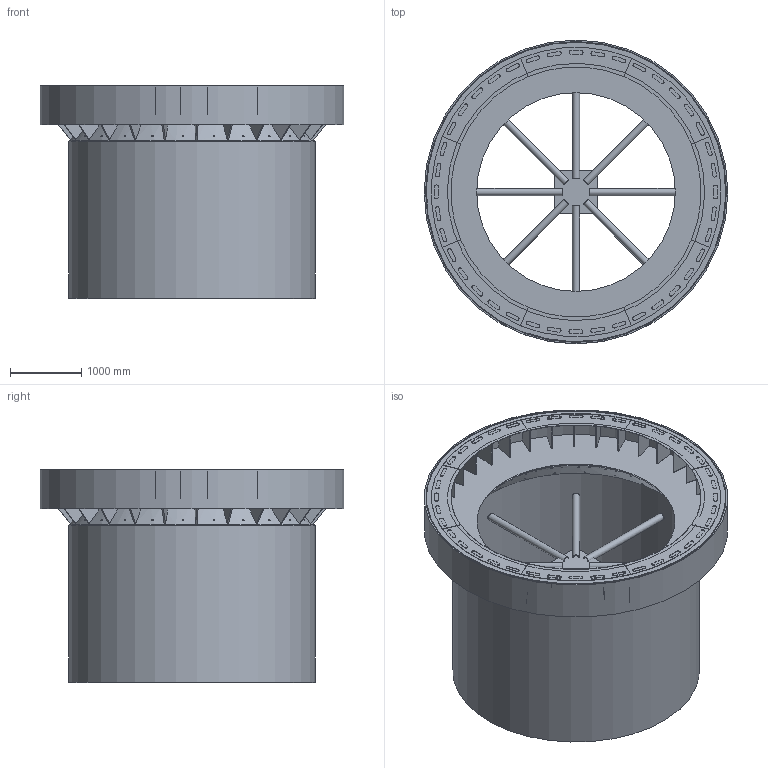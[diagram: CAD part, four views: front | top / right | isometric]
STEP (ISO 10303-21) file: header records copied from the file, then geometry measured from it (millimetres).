
FILE_DESCRIPTION(/* description */ (''),/* implementation_level */ '2;1');
FILE_NAME(/* name */ 'KOMPLETNA CARGA WLOTU PIECA PO-951.stp',/* time_stamp */ '2020-12-31T03:43:35+01:00',/* author */ ('Krzys'),/* organization */ (''),/* preprocessor_version */ 'ST-DEVELOPER v16.5',/* originating_system */ 'Autodesk Inventor 2017',/* authorisation */ '');
FILE_SCHEMA (('AUTOMOTIVE_DESIGN { 1 0 10303 214 3 1 1 }'));
Length unit declared in the file: millimetre
Products named in the file (12): CZĘŚĆ OBROTOW WLOTU; CZĘŚĆ OBROTOW WLOTU_1; PIERŚCIEŃ 2830X4200; PIERŚCIEŃ ŚLIZGOWY; BLACHA 12; PIERŚCIEŃ 4200X3600X25; BLACHA Z OTWORAMI; ROZWINIĘCIE STOŻKA; POZ.5_CZŁON WALCZAKA; BLACHA STĘŻENIE; EN 10210-2 - 101,6 x 10 - 1500; BLACHA STĘŻAJĄCA
Assembly tree (92 placements, depth 2):
  CZĘŚĆ OBROTOW WLOTU
    CZĘŚĆ OBROTOW WLOTU_1
    PIERŚCIEŃ 2830X4200
    PIERŚCIEŃ ŚLIZGOWY
    BLACHA 12  x36
    PIERŚCIEŃ 4200X3600X25
    BLACHA Z OTWORAMI  x8
    ROZWINIĘCIE STOŻKA
    POZ.5_CZŁON WALCZAKA
    BLACHA STĘŻENIE  x2
    EN 10210-2 - 101,6 x 10 - 1500  x16
    BLACHA STĘŻAJĄCA  x24
Bounding box: 4250 x 4250 x 2991 mm (x, y, z)
Volume: 1470670815.8 mm3; surface area: 131585312 mm2
Topology: 92 solids, 92 shells, 772 faces, 1839 edges, 1251 vertices
Faces by surface type: plane 471, cylinder 288, cone 11, bspline 2
Full cylindrical faces by diameter (mm): 24 x72, 81.6 x16, 101.6 x16, 3390 x1, 3450 x2, 3600 x1, 4200 x3, 4250 x1
Entity records: 11040 total; most frequent: CARTESIAN_POINT 6564, DIRECTION 745, ORIENTED_EDGE 638, EDGE_LOOP 403, AXIS2_PLACEMENT_3D 331, EDGE_CURVE 319, VERTEX_POINT 274, FACE_BOUND 250
